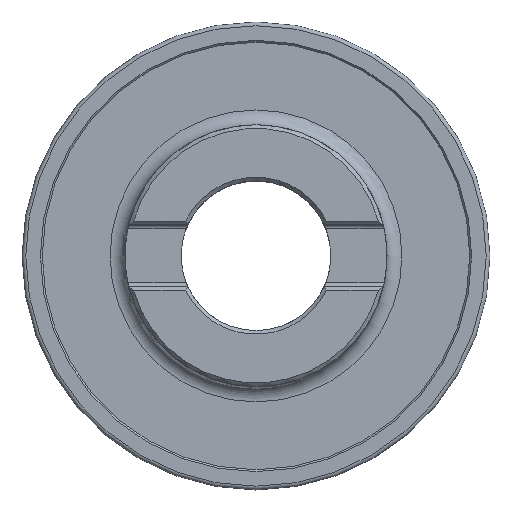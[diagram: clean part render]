
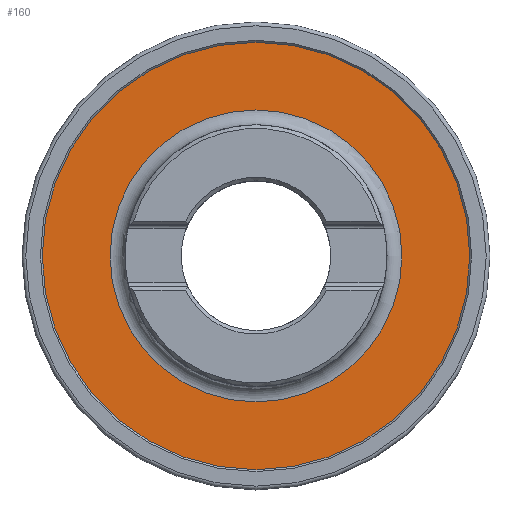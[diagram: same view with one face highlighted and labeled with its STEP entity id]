
A CAD part, top view. The second image highlights one B-rep face of the part: STEP entity #160.
In plain terms, the highlighted planar face has unit normal (0, 0, 1).
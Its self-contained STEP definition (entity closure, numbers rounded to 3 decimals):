
#160=ADVANCED_FACE('',(#227,#228),#194,.T.);
#194=PLANE('',#682);
#227=FACE_BOUND('',#273,.T.);
#228=FACE_BOUND('',#274,.T.);
#273=EDGE_LOOP('',(#365));
#274=EDGE_LOOP('',(#366));
#365=ORIENTED_EDGE('',*,*,#556,.T.);
#366=ORIENTED_EDGE('',*,*,#557,.T.);
#503=VERTEX_POINT('',#1124);
#504=VERTEX_POINT('',#1126);
#556=EDGE_CURVE('',#503,#503,#609,.T.);
#557=EDGE_CURVE('',#504,#504,#610,.T.);
#609=CIRCLE('',#680,38.996);
#610=CIRCLE('',#681,58.385);
#680=AXIS2_PLACEMENT_3D('',#1123,#809,#810);
#681=AXIS2_PLACEMENT_3D('',#1125,#811,#812);
#682=AXIS2_PLACEMENT_3D('',#1127,#813,#814);
#809=DIRECTION('',(0.,0.,-1.));
#810=DIRECTION('',(1.,0.,0.));
#811=DIRECTION('',(0.,0.,1.));
#812=DIRECTION('',(1.,0.,0.));
#813=DIRECTION('',(0.,0.,1.));
#814=DIRECTION('',(-1.,0.,0.));
#1123=CARTESIAN_POINT('',(0.,0.,-36.513));
#1124=CARTESIAN_POINT('',(38.996,0.,-36.513));
#1125=CARTESIAN_POINT('',(0.,0.,-36.513));
#1126=CARTESIAN_POINT('',(58.385,0.,-36.513));
#1127=CARTESIAN_POINT('',(0.,39.,-36.513));
